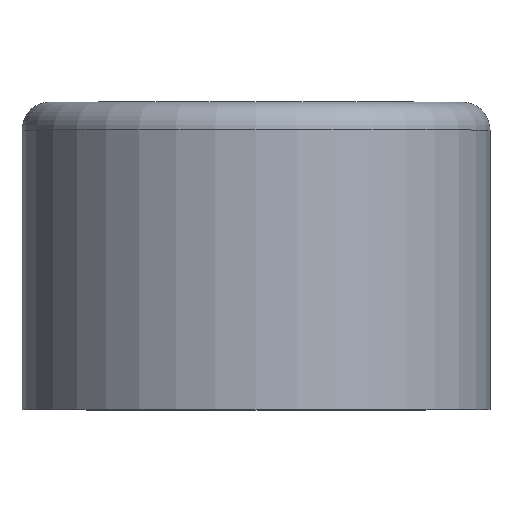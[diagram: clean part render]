
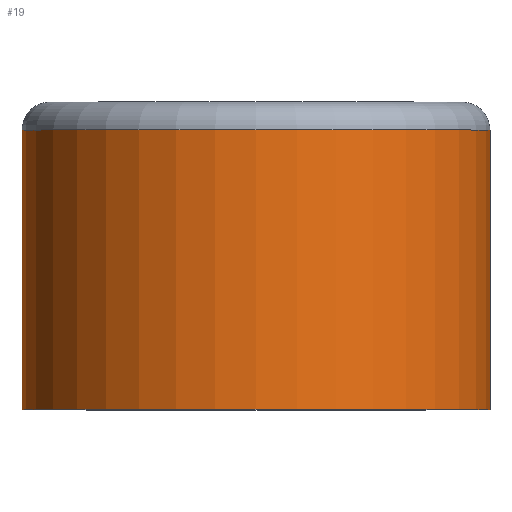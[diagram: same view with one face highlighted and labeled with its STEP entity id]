
A CAD part, top view. The second image highlights one B-rep face of the part: STEP entity #19.
In plain terms, the highlighted cylindrical face has radius 12.636 mm (diameter 25.273 mm), a partial arc.
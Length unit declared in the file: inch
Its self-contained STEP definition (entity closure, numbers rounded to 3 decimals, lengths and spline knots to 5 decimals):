
#13 = DIRECTION ( 'NONE',  ( 0., -1., 0. ) ) ;
#19 = ADVANCED_FACE ( 'NONE', ( #167 ), #343, .T. ) ;
#31 = CARTESIAN_POINT ( 'NONE',  ( 0.4975, 0., 0. ) ) ;
#32 = EDGE_CURVE ( 'NONE', #161, #77, #341, .T. ) ;
#38 = CARTESIAN_POINT ( 'NONE',  ( -0.4975, 0.59438, 0. ) ) ;
#47 = DIRECTION ( 'NONE',  ( 1., 0., 0. ) ) ;
#77 = VERTEX_POINT ( 'NONE', #31 ) ;
#86 = CARTESIAN_POINT ( 'NONE',  ( -0.4975, 0., 0. ) ) ;
#106 = CARTESIAN_POINT ( 'NONE',  ( 0.4975, 0., 0. ) ) ;
#117 = VERTEX_POINT ( 'NONE', #86 ) ;
#119 = ORIENTED_EDGE ( 'NONE', *, *, #193, .T. ) ;
#137 = CARTESIAN_POINT ( 'NONE',  ( 0., 0., 0. ) ) ;
#138 = CIRCLE ( 'NONE', #215, 0.4975 ) ;
#153 = DIRECTION ( 'NONE',  ( 1., 0., 0. ) ) ;
#161 = VERTEX_POINT ( 'NONE', #204 ) ;
#167 = FACE_OUTER_BOUND ( 'NONE', #170, .T. ) ;
#168 = AXIS2_PLACEMENT_3D ( 'NONE', #195, #222, #47 ) ;
#170 = EDGE_LOOP ( 'NONE', ( #119, #225, #228, #300 ) ) ;
#176 = VECTOR ( 'NONE', #223, 39.37008 ) ;
#193 = EDGE_CURVE ( 'NONE', #161, #241, #138, .T. ) ;
#195 = CARTESIAN_POINT ( 'NONE',  ( 0., 0., 0. ) ) ;
#201 = EDGE_CURVE ( 'NONE', #241, #117, #324, .T. ) ;
#202 = CARTESIAN_POINT ( 'NONE',  ( 0., 0.59438, 0. ) ) ;
#204 = CARTESIAN_POINT ( 'NONE',  ( 0.4975, 0.59437, 0. ) ) ;
#206 = VECTOR ( 'NONE', #13, 39.37008 ) ;
#215 = AXIS2_PLACEMENT_3D ( 'NONE', #202, #231, #153 ) ;
#222 = DIRECTION ( 'NONE',  ( 0., -1., 0. ) ) ;
#223 = DIRECTION ( 'NONE',  ( 0., -1., 0. ) ) ;
#225 = ORIENTED_EDGE ( 'NONE', *, *, #201, .T. ) ;
#228 = ORIENTED_EDGE ( 'NONE', *, *, #320, .F. ) ;
#230 = DIRECTION ( 'NONE',  ( 0., -1., 0. ) ) ;
#231 = DIRECTION ( 'NONE',  ( 0., -1., 0. ) ) ;
#241 = VERTEX_POINT ( 'NONE', #38 ) ;
#257 = CIRCLE ( 'NONE', #168, 0.4975 ) ;
#289 = AXIS2_PLACEMENT_3D ( 'NONE', #137, #230, #358 ) ;
#300 = ORIENTED_EDGE ( 'NONE', *, *, #32, .F. ) ;
#320 = EDGE_CURVE ( 'NONE', #77, #117, #257, .T. ) ;
#324 = LINE ( 'NONE', #345, #206 ) ;
#341 = LINE ( 'NONE', #106, #176 ) ;
#343 = CYLINDRICAL_SURFACE ( 'NONE', #289, 0.4975 ) ;
#345 = CARTESIAN_POINT ( 'NONE',  ( -0.4975, 0., 0. ) ) ;
#358 = DIRECTION ( 'NONE',  ( 1., 0., 0. ) ) ;
